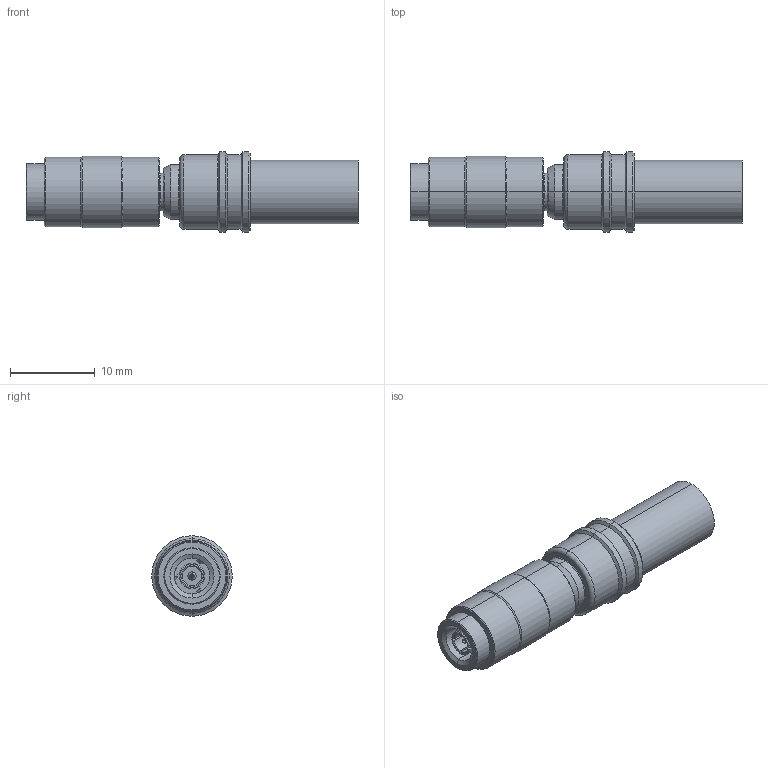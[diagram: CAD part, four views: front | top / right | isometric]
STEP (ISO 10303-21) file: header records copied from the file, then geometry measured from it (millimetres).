
FILE_DESCRIPTION (( 'STEP AP203' ), '1' );
FILE_NAME ('3190-6283(EZ-240-1023M-X).STEP', '2017-07-19T07:54:38', ( '' ), ( '' ), 'SwSTEP 2.0', 'SolidWorks 2017', '' );
FILE_SCHEMA (( 'CONFIG_CONTROL_DESIGN' ));
Length unit declared in the file: millimetre
Products named in the file (1): 3190-6283(EZ-240-1023M-X)
Bounding box: 39.2 x 9.5 x 9.5 mm (x, y, z)
Volume: 1545.4 mm3; surface area: 1932.1 mm2
Topology: 1 solids, 1 shells, 132 faces, 296 edges, 181 vertices
Faces by surface type: cone 44, cylinder 42, plane 34, sphere 6, torus 6
Entity records: 3961 total; most frequent: CARTESIAN_POINT 862, DIRECTION 688, ORIENTED_EDGE 592, EDGE_CURVE 296, AXIS2_PLACEMENT_3D 281, VERTEX_POINT 181, CIRCLE 148, EDGE_LOOP 147
